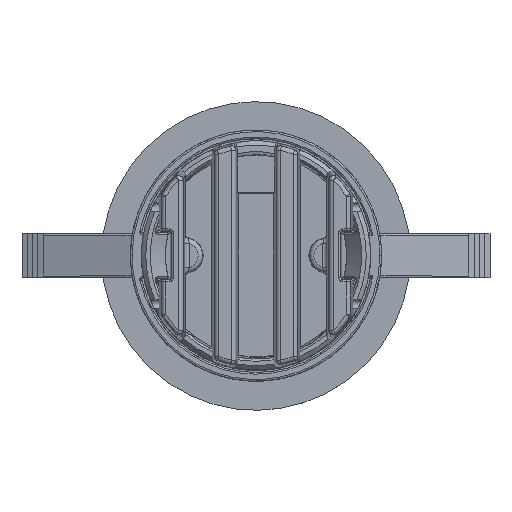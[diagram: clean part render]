
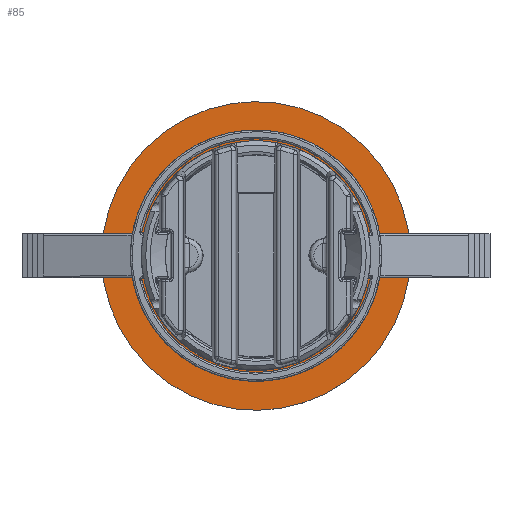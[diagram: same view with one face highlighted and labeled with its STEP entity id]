
A CAD part, top view. The second image highlights one B-rep face of the part: STEP entity #85.
In plain terms, the highlighted planar face has unit normal (0, 0, 1).
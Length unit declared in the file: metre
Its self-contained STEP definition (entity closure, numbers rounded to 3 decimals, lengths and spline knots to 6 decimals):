
#32=FACE_BOUND('',#940,.T.);
#85=ADVANCED_FACE('',(#508,#32),#6216,.T.);
#508=FACE_OUTER_BOUND('',#939,.T.);
#939=EDGE_LOOP('',(#1611,#1612));
#940=EDGE_LOOP('',(#1613,#1614));
#1611=ORIENTED_EDGE('',*,*,#3633,.F.);
#1612=ORIENTED_EDGE('',*,*,#3632,.F.);
#1613=ORIENTED_EDGE('',*,*,#3602,.F.);
#1614=ORIENTED_EDGE('',*,*,#3603,.F.);
#3602=EDGE_CURVE('',#5694,#5695,#4586,.T.);
#3603=EDGE_CURVE('',#5695,#5694,#4587,.T.);
#3632=EDGE_CURVE('',#5720,#5721,#4601,.T.);
#3633=EDGE_CURVE('',#5721,#5720,#4602,.T.);
#4586=(
BOUNDED_CURVE()
B_SPLINE_CURVE(2,(#9478,#9479,#9480,#9481,#9482),.UNSPECIFIED.,.F.,.F.)
B_SPLINE_CURVE_WITH_KNOTS((3,2,3),(-0.081681,-0.061261,
-0.040841),.UNSPECIFIED.)
CURVE()
GEOMETRIC_REPRESENTATION_ITEM()
RATIONAL_B_SPLINE_CURVE((1.,0.707,1.,0.707,1.))
REPRESENTATION_ITEM('')
);
#4587=(
BOUNDED_CURVE()
B_SPLINE_CURVE(2,(#9483,#9484,#9485,#9486,#9487),.UNSPECIFIED.,.F.,.F.)
B_SPLINE_CURVE_WITH_KNOTS((3,2,3),(-0.040841,-0.02042,
0.),.UNSPECIFIED.)
CURVE()
GEOMETRIC_REPRESENTATION_ITEM()
RATIONAL_B_SPLINE_CURVE((1.,0.707,1.,0.707,1.))
REPRESENTATION_ITEM('')
);
#4601=(
BOUNDED_CURVE()
B_SPLINE_CURVE(2,(#9575,#9576,#9577,#9578,#9579),.UNSPECIFIED.,.F.,.F.)
B_SPLINE_CURVE_WITH_KNOTS((3,2,3),(0.,0.027489,0.054978),
 .UNSPECIFIED.)
CURVE()
GEOMETRIC_REPRESENTATION_ITEM()
RATIONAL_B_SPLINE_CURVE((1.,0.707,1.,0.707,1.))
REPRESENTATION_ITEM('')
);
#4602=(
BOUNDED_CURVE()
B_SPLINE_CURVE(2,(#9580,#9581,#9582,#9583,#9584),.UNSPECIFIED.,.F.,.F.)
B_SPLINE_CURVE_WITH_KNOTS((3,2,3),(0.054978,0.082467,
0.109956),.UNSPECIFIED.)
CURVE()
GEOMETRIC_REPRESENTATION_ITEM()
RATIONAL_B_SPLINE_CURVE((1.,0.707,1.,0.707,1.))
REPRESENTATION_ITEM('')
);
#5694=VERTEX_POINT('',#9161);
#5695=VERTEX_POINT('',#9162);
#5720=VERTEX_POINT('',#9187);
#5721=VERTEX_POINT('',#9188);
#6216=PLANE('',#6727);
#6727=AXIS2_PLACEMENT_3D('',#7890,#6853,$);
#6853=DIRECTION('',(0.,0.,1.));
#7890=CARTESIAN_POINT('',(-0.6222,-0.6222,0.001));
#9161=CARTESIAN_POINT('',(-0.013,0.,0.001));
#9162=CARTESIAN_POINT('',(0.013,0.,0.001));
#9187=CARTESIAN_POINT('',(-0.0175,0.,0.001));
#9188=CARTESIAN_POINT('',(0.0175,0.,0.001));
#9478=CARTESIAN_POINT('',(-0.013,0.,0.001));
#9479=CARTESIAN_POINT('',(-0.013,-0.013,0.001));
#9480=CARTESIAN_POINT('',(0.,-0.013,0.001));
#9481=CARTESIAN_POINT('',(0.013,-0.013,0.001));
#9482=CARTESIAN_POINT('',(0.013,0.,0.001));
#9483=CARTESIAN_POINT('',(0.013,0.,0.001));
#9484=CARTESIAN_POINT('',(0.013,0.013,0.001));
#9485=CARTESIAN_POINT('',(0.,0.013,0.001));
#9486=CARTESIAN_POINT('',(-0.013,0.013,0.001));
#9487=CARTESIAN_POINT('',(-0.013,0.,0.001));
#9575=CARTESIAN_POINT('',(-0.0175,0.,0.001));
#9576=CARTESIAN_POINT('',(-0.0175,0.0175,0.001));
#9577=CARTESIAN_POINT('',(0.,0.0175,0.001));
#9578=CARTESIAN_POINT('',(0.0175,0.0175,0.001));
#9579=CARTESIAN_POINT('',(0.0175,0.,0.001));
#9580=CARTESIAN_POINT('',(0.0175,0.,0.001));
#9581=CARTESIAN_POINT('',(0.0175,-0.0175,0.001));
#9582=CARTESIAN_POINT('',(0.,-0.0175,0.001));
#9583=CARTESIAN_POINT('',(-0.0175,-0.0175,0.001));
#9584=CARTESIAN_POINT('',(-0.0175,0.,0.001));
